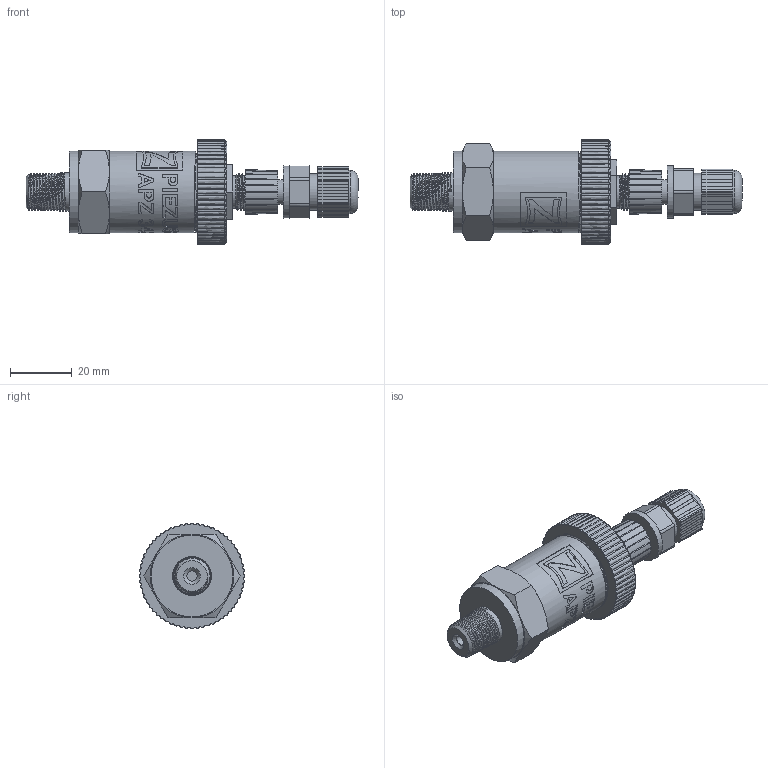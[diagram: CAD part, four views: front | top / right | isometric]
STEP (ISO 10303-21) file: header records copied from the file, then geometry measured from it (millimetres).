
FILE_DESCRIPTION(/* description */ (''),/* implementation_level */ '2;1');
FILE_NAME(/* name */ 'APZ3420_1''4NPT_M12x1-straight.step',/* time_stamp */ '2021-06-18T15:36:27+03:00',/* author */ (''),/* organization */ (''),/* preprocessor_version */ 'ST-DEVELOPER v18.1',/* originating_system */ 'Autodesk Translation Framework v10.9.0.1377',/* authorisation */ '');
FILE_SCHEMA (('AUTOMOTIVE_DESIGN { 1 0 10303 214 3 1 1 }'));
Products named in the file (6): APZ3420_; 1/4 NPT; OMAL nut M27x1.5; M12x1 male; Ш100.000.002; M12x1 female straight
Assembly tree (5 placements, depth 2):
  APZ3420_
    1/4 NPT
    OMAL nut M27x1.5
    M12x1 male
    Ш100.000.002
    M12x1 female straight
Bounding box: 107.55 x 34 x 34 mm (x, y, z)
Volume: 40937.3 mm3; surface area: 17979.1 mm2
Topology: 16 solids, 16 shells, 918 faces, 2556 edges, 1711 vertices
Faces by surface type: bspline 463, plane 261, cylinder 130, cone 60, torus 4
Full cylindrical faces by diameter (mm): 1 x12, 1.5 x4, 3.3 x1, 7.3 x1, 8 x3, 8.2 x1, 10.293 x1, 10.6 x2, 10.741 x6, 11.884 x5, 12 x1, 14 x2, 14.137 x4, 14.526 x3, 15.85 x3, 16.203 x3, 17 x1, 21.4 x2, 22.3 x1, 22.4 x1, 24.5 x1, 25.132 x4, 25.526 x4, 26.5 x6, 27.208 x5
Entity records: 52793 total; most frequent: CARTESIAN_POINT 32794, ORIENTED_EDGE 5112, EDGE_CURVE 2556, DIRECTION 2472, VERTEX_POINT 1711, B_SPLINE_CURVE_WITH_KNOTS 1219, EDGE_LOOP 975, LINE 966
